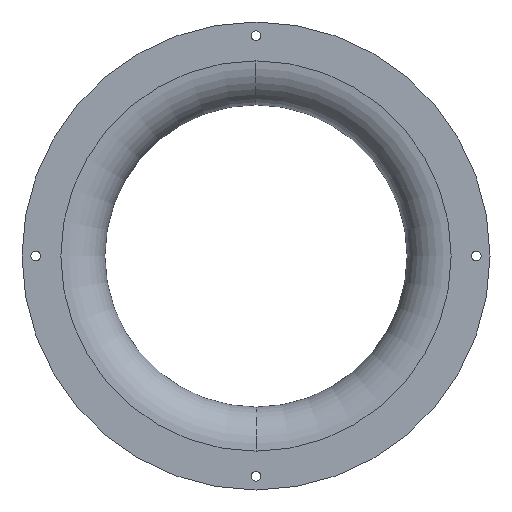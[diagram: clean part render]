
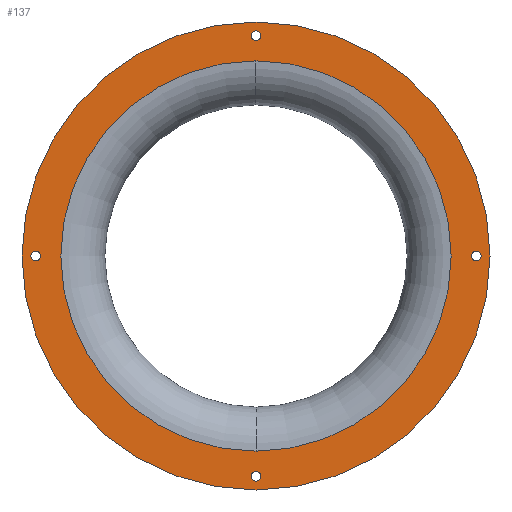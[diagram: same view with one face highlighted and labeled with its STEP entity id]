
A CAD part, front view. The second image highlights one B-rep face of the part: STEP entity #137.
In plain terms, the highlighted planar face has unit normal (0, -1, 0).
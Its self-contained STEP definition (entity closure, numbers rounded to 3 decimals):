
#3 = CARTESIAN_POINT ( 'NONE',  ( 105., -1., -2.25 ) ) ;
#5 = DIRECTION ( 'NONE',  ( 0., -1., 0. ) ) ;
#6 = DIRECTION ( 'NONE',  ( 0., 1., 0. ) ) ;
#9 = EDGE_CURVE ( 'NONE', #303, #631, #706, .T. ) ;
#13 = CARTESIAN_POINT ( 'NONE',  ( 0., -1., 0. ) ) ;
#14 = CIRCLE ( 'NONE', #712, 2.25 ) ;
#16 = DIRECTION ( 'NONE',  ( 0., 0., -1. ) ) ;
#17 = DIRECTION ( 'NONE',  ( 0., 1., 0. ) ) ;
#25 = ORIENTED_EDGE ( 'NONE', *, *, #378, .F. ) ;
#38 = CIRCLE ( 'NONE', #678, 2.25 ) ;
#40 = CARTESIAN_POINT ( 'NONE',  ( 2.25, -1., -105. ) ) ;
#41 = DIRECTION ( 'NONE',  ( 0., 1., 0. ) ) ;
#52 = EDGE_LOOP ( 'NONE', ( #64, #357 ) ) ;
#54 = DIRECTION ( 'NONE',  ( -1., 0., 0. ) ) ;
#56 = ORIENTED_EDGE ( 'NONE', *, *, #606, .T. ) ;
#58 = ORIENTED_EDGE ( 'NONE', *, *, #119, .T. ) ;
#64 = ORIENTED_EDGE ( 'NONE', *, *, #719, .F. ) ;
#63 = AXIS2_PLACEMENT_3D ( 'NONE', #139, #126, #16 ) ;
#72 = CARTESIAN_POINT ( 'NONE',  ( 0., -1., 0. ) ) ;
#89 = EDGE_LOOP ( 'NONE', ( #519, #723 ) ) ;
#96 = DIRECTION ( 'NONE',  ( 0., 0., -1. ) ) ;
#100 = VERTEX_POINT ( 'NONE', #3 ) ;
#101 = ORIENTED_EDGE ( 'NONE', *, *, #392, .T. ) ;
#105 = VERTEX_POINT ( 'NONE', #351 ) ;
#119 = EDGE_CURVE ( 'NONE', #121, #329, #231, .T. ) ;
#121 = VERTEX_POINT ( 'NONE', #404 ) ;
#126 = DIRECTION ( 'NONE',  ( 0., -1., 0. ) ) ;
#137 = ADVANCED_FACE ( 'NONE', ( #242, #335, #556, #380, #559, #518 ), #514, .T. ) ;
#139 = CARTESIAN_POINT ( 'NONE',  ( 0., -1., 0. ) ) ;
#155 = CARTESIAN_POINT ( 'NONE',  ( 0., -1., -105. ) ) ;
#163 = DIRECTION ( 'NONE',  ( 0., 0., -1. ) ) ;
#180 = DIRECTION ( 'NONE',  ( 1., 0., 0. ) ) ;
#191 = ORIENTED_EDGE ( 'NONE', *, *, #601, .T. ) ;
#194 = CARTESIAN_POINT ( 'NONE',  ( 105., -1., 0. ) ) ;
#208 = AXIS2_PLACEMENT_3D ( 'NONE', #646, #581, #96 ) ;
#211 = CARTESIAN_POINT ( 'NONE',  ( 0., -1., 0. ) ) ;
#214 = DIRECTION ( 'NONE',  ( 0., 1., 0. ) ) ;
#228 = EDGE_CURVE ( 'NONE', #430, #695, #448, .T. ) ;
#230 = AXIS2_PLACEMENT_3D ( 'NONE', #72, #17, #464 ) ;
#231 = CIRCLE ( 'NONE', #552, 2.25 ) ;
#232 = ORIENTED_EDGE ( 'NONE', *, *, #677, .T. ) ;
#241 = AXIS2_PLACEMENT_3D ( 'NONE', #638, #259, #536 ) ;
#242 = FACE_OUTER_BOUND ( 'NONE', #52, .T. ) ;
#255 = CARTESIAN_POINT ( 'NONE',  ( 0., -1., -111.5 ) ) ;
#256 = VERTEX_POINT ( 'NONE', #417 ) ;
#259 = DIRECTION ( 'NONE',  ( 0., 1., 0. ) ) ;
#260 = DIRECTION ( 'NONE',  ( 0., 0., -1. ) ) ;
#263 = DIRECTION ( 'NONE',  ( 0., 1., 0. ) ) ;
#271 = CIRCLE ( 'NONE', #63, 111.5 ) ;
#283 = DIRECTION ( 'NONE',  ( 0., 1., 0. ) ) ;
#303 = VERTEX_POINT ( 'NONE', #636 ) ;
#322 = CARTESIAN_POINT ( 'NONE',  ( 0., -1., 93. ) ) ;
#329 = VERTEX_POINT ( 'NONE', #410 ) ;
#331 = EDGE_LOOP ( 'NONE', ( #25, #460 ) ) ;
#335 = FACE_BOUND ( 'NONE', #331, .T. ) ;
#341 = CARTESIAN_POINT ( 'NONE',  ( 0., -1., 105. ) ) ;
#351 = CARTESIAN_POINT ( 'NONE',  ( -105., -1., -2.25 ) ) ;
#357 = ORIENTED_EDGE ( 'NONE', *, *, #487, .T. ) ;
#377 = DIRECTION ( 'NONE',  ( 0., 1., 0. ) ) ;
#378 = EDGE_CURVE ( 'NONE', #430, #695, #567, .T. ) ;
#380 = FACE_BOUND ( 'NONE', #411, .T. ) ;
#382 = VERTEX_POINT ( 'NONE', #255 ) ;
#383 = CARTESIAN_POINT ( 'NONE',  ( 105., -1., 0. ) ) ;
#392 = EDGE_CURVE ( 'NONE', #105, #256, #617, .T. ) ;
#404 = CARTESIAN_POINT ( 'NONE',  ( 2.25, -1., 105. ) ) ;
#405 = CIRCLE ( 'NONE', #596, 2.25 ) ;
#410 = CARTESIAN_POINT ( 'NONE',  ( -2.25, -1., 105. ) ) ;
#411 = EDGE_LOOP ( 'NONE', ( #191, #610 ) ) ;
#417 = CARTESIAN_POINT ( 'NONE',  ( -105., -1., 2.25 ) ) ;
#427 = CARTESIAN_POINT ( 'NONE',  ( 0., -1., -93. ) ) ;
#430 = VERTEX_POINT ( 'NONE', #427 ) ;
#446 = CIRCLE ( 'NONE', #550, 111.5 ) ;
#448 = CIRCLE ( 'NONE', #230, 93. ) ;
#449 = VERTEX_POINT ( 'NONE', #598 ) ;
#460 = ORIENTED_EDGE ( 'NONE', *, *, #228, .T. ) ;
#464 = DIRECTION ( 'NONE',  ( 0., 0., -1. ) ) ;
#471 = AXIS2_PLACEMENT_3D ( 'NONE', #194, #523, #633 ) ;
#477 = AXIS2_PLACEMENT_3D ( 'NONE', #590, #263, #647 ) ;
#486 = DIRECTION ( 'NONE',  ( 1., 0., 0. ) ) ;
#487 = EDGE_CURVE ( 'NONE', #382, #591, #271, .T. ) ;
#501 = CIRCLE ( 'NONE', #477, 2.25 ) ;
#506 = CIRCLE ( 'NONE', #471, 2.25 ) ;
#514 = PLANE ( 'NONE',  #622 ) ;
#516 = EDGE_CURVE ( 'NONE', #449, #100, #506, .T. ) ;
#518 = FACE_BOUND ( 'NONE', #656, .T. ) ;
#519 = ORIENTED_EDGE ( 'NONE', *, *, #9, .T. ) ;
#523 = DIRECTION ( 'NONE',  ( 0., 1., 0. ) ) ;
#527 = DIRECTION ( 'NONE',  ( 0., 1., 0. ) ) ;
#536 = DIRECTION ( 'NONE',  ( 0., 0., -1. ) ) ;
#541 = CARTESIAN_POINT ( 'NONE',  ( 0., -1., 111.5 ) ) ;
#550 = AXIS2_PLACEMENT_3D ( 'NONE', #211, #214, #163 ) ;
#552 = AXIS2_PLACEMENT_3D ( 'NONE', #341, #6, #180 ) ;
#556 = FACE_BOUND ( 'NONE', #89, .T. ) ;
#559 = FACE_BOUND ( 'NONE', #662, .T. ) ;
#563 = DIRECTION ( 'NONE',  ( 0., 0., -1. ) ) ;
#567 = CIRCLE ( 'NONE', #208, 93. ) ;
#581 = DIRECTION ( 'NONE',  ( 0., -1., 0. ) ) ;
#590 = CARTESIAN_POINT ( 'NONE',  ( 0., -1., 105. ) ) ;
#591 = VERTEX_POINT ( 'NONE', #541 ) ;
#596 = AXIS2_PLACEMENT_3D ( 'NONE', #383, #377, #260 ) ;
#598 = CARTESIAN_POINT ( 'NONE',  ( 105., -1., 2.25 ) ) ;
#601 = EDGE_CURVE ( 'NONE', #100, #449, #405, .T. ) ;
#606 = EDGE_CURVE ( 'NONE', #256, #105, #38, .T. ) ;
#607 = CARTESIAN_POINT ( 'NONE',  ( 0., -1., -105. ) ) ;
#610 = ORIENTED_EDGE ( 'NONE', *, *, #516, .T. ) ;
#613 = AXIS2_PLACEMENT_3D ( 'NONE', #607, #283, #54 ) ;
#617 = CIRCLE ( 'NONE', #241, 2.25 ) ;
#622 = AXIS2_PLACEMENT_3D ( 'NONE', #13, #5, #563 ) ;
#631 = VERTEX_POINT ( 'NONE', #40 ) ;
#633 = DIRECTION ( 'NONE',  ( 0., 0., 1. ) ) ;
#636 = CARTESIAN_POINT ( 'NONE',  ( -2.25, -1., -105. ) ) ;
#638 = CARTESIAN_POINT ( 'NONE',  ( -105., -1., 0. ) ) ;
#639 = CARTESIAN_POINT ( 'NONE',  ( -105., -1., 0. ) ) ;
#641 = EDGE_CURVE ( 'NONE', #631, #303, #14, .T. ) ;
#646 = CARTESIAN_POINT ( 'NONE',  ( 0., -1., 0. ) ) ;
#647 = DIRECTION ( 'NONE',  ( -1., 0., 0. ) ) ;
#656 = EDGE_LOOP ( 'NONE', ( #56, #101 ) ) ;
#662 = EDGE_LOOP ( 'NONE', ( #58, #232 ) ) ;
#677 = EDGE_CURVE ( 'NONE', #329, #121, #501, .T. ) ;
#678 = AXIS2_PLACEMENT_3D ( 'NONE', #639, #527, #709 ) ;
#695 = VERTEX_POINT ( 'NONE', #322 ) ;
#706 = CIRCLE ( 'NONE', #613, 2.25 ) ;
#709 = DIRECTION ( 'NONE',  ( 0., 0., 1. ) ) ;
#712 = AXIS2_PLACEMENT_3D ( 'NONE', #155, #41, #486 ) ;
#719 = EDGE_CURVE ( 'NONE', #382, #591, #446, .T. ) ;
#723 = ORIENTED_EDGE ( 'NONE', *, *, #641, .T. ) ;
